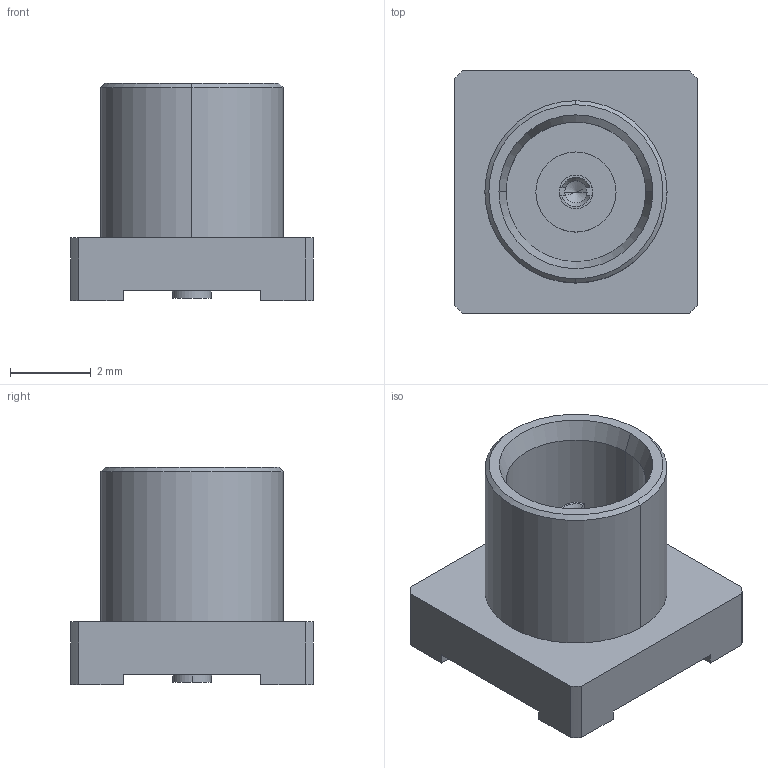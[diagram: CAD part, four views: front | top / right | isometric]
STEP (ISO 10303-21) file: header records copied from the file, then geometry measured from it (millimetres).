
FILE_DESCRIPTION((''),'2;1');
FILE_NAME('919-226J-71P_SW0001','2020-05-06T',('Madhan'),(''),'CREO PARAMETRIC BY PTC INC, 2018360','CREO PARAMETRIC BY PTC INC, 2018360','');
FILE_SCHEMA(('CONFIG_CONTROL_DESIGN'));
Length unit declared in the file: millimetre
Products named in the file (1): 919-226J-71P_SW0001
Bounding box: 6 x 6 x 5.36 mm (x, y, z)
Volume: 71.5 mm3; surface area: 221 mm2
Topology: 1 solids, 1 shells, 63 faces, 158 edges, 101 vertices
Faces by surface type: plane 31, cylinder 20, cone 12
Entity records: 1918 total; most frequent: CARTESIAN_POINT 336, DIRECTION 332, ORIENTED_EDGE 312, EDGE_CURVE 156, AXIS2_PLACEMENT_3D 117, VERTEX_POINT 101, VECTOR 98, LINE 98
